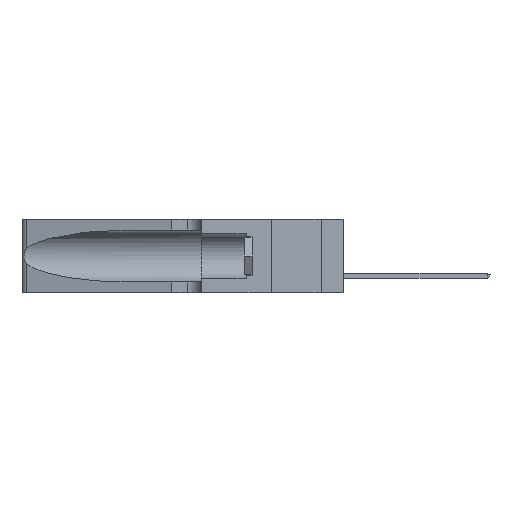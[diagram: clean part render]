
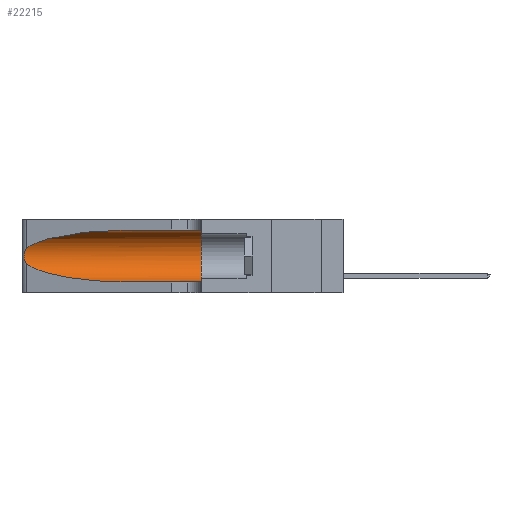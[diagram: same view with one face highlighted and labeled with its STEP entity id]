
A CAD part, left-side view. The second image highlights one B-rep face of the part: STEP entity #22215.
In plain terms, the highlighted cylindrical face has radius 3.308 mm (diameter 6.617 mm), a partial arc.
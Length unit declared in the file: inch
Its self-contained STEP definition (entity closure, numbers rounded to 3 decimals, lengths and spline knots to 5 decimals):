
#157 = VERTEX_POINT ( 'NONE', #7382 ) ;
#910 = CARTESIAN_POINT ( 'NONE',  ( 0.1305, 0.72297, 0.05475 ) ) ;
#1177 = VECTOR ( 'NONE', #15357, 39.37008 ) ;
#1457 = EDGE_CURVE ( 'NONE', #23693, #20410, #27243, .T. ) ;
#1478 = VERTEX_POINT ( 'NONE', #15771 ) ;
#1569 = CARTESIAN_POINT ( 'NONE',  ( 0.25487, 1.22718, 0.14631 ) ) ;
#1777 = CARTESIAN_POINT ( 'NONE',  ( 0.1305, 1.61858, 0.185 ) ) ;
#3287 = CARTESIAN_POINT ( 'NONE',  ( 0.25639, 1.23184, 0.21858 ) ) ;
#3774 = EDGE_LOOP ( 'NONE', ( #22096, #22726, #10335, #8625, #12004, #13909 ) ) ;
#4404 = VECTOR ( 'NONE', #5869, 39.37008 ) ;
#4726 = VERTEX_POINT ( 'NONE', #13693 ) ;
#5240 = DIRECTION ( 'NONE',  ( 0., 0., -1. ) ) ;
#5468 = CARTESIAN_POINT ( 'NONE',  ( 0.25789, 1.23486, 0.15765 ) ) ;
#5783 = CARTESIAN_POINT ( 'NONE',  ( 0.25787, 1.23484, 0.2124 ) ) ;
#5869 = DIRECTION ( 'NONE',  ( 0., -1., 0. ) ) ;
#7280 = AXIS2_PLACEMENT_3D ( 'NONE', #1777, #9800, #5240 ) ;
#7382 = CARTESIAN_POINT ( 'NONE',  ( 0.1305, 0.72297, 0.05475 ) ) ;
#7752 = CARTESIAN_POINT ( 'NONE',  ( 0.25639, 1.23186, 0.15144 ) ) ;
#7862 = CARTESIAN_POINT ( 'NONE',  ( 0.25487, 1.22718, 0.22369 ) ) ;
#7868 = CARTESIAN_POINT ( 'NONE',  ( 0.26075, 1.23896, 0.178 ) ) ;
#8625 = ORIENTED_EDGE ( 'NONE', *, *, #18929, .T. ) ;
#9356 = FACE_OUTER_BOUND ( 'NONE', #3774, .T. ) ;
#9448 = CARTESIAN_POINT ( 'NONE',  ( 0.1305, 1.61858, 0.05475 ) ) ;
#9800 = DIRECTION ( 'NONE',  ( 0., -1., 0. ) ) ;
#10115 = CARTESIAN_POINT ( 'NONE',  ( 0.25854, 1.2359, 0.20912 ) ) ;
#10335 = ORIENTED_EDGE ( 'NONE', *, *, #28089, .T. ) ;
#10434 = CYLINDRICAL_SURFACE ( 'NONE', #7280, 0.13025 ) ;
#10547 = DIRECTION ( 'NONE',  ( 0., 1., 0. ) ) ;
#11419 =( BOUNDED_CURVE ( )  B_SPLINE_CURVE ( 3, ( #27327, #19496, #12683, #910 ),
 .UNSPECIFIED., .F., .F. ) 
 B_SPLINE_CURVE_WITH_KNOTS ( ( 4, 4 ),
 ( 3.44316, 4.71239 ),
 .UNSPECIFIED. ) 
 CURVE ( )  GEOMETRIC_REPRESENTATION_ITEM ( )  RATIONAL_B_SPLINE_CURVE ( ( 1., 0.87, 0.87, 1. ) ) 
 REPRESENTATION_ITEM ( '' )  );
#11479 = CIRCLE ( 'NONE', #13354, 0.13025 ) ;
#12004 = ORIENTED_EDGE ( 'NONE', *, *, #18027, .F. ) ;
#12179 = CARTESIAN_POINT ( 'NONE',  ( 0.1305, 0.72297, 0.31525 ) ) ;
#12289 = CARTESIAN_POINT ( 'NONE',  ( 0.18966, 0.96281, 0.31525 ) ) ;
#12496 = CARTESIAN_POINT ( 'NONE',  ( 0.26018, 1.23835, 0.19895 ) ) ;
#12683 = CARTESIAN_POINT ( 'NONE',  ( 0.18966, 0.96281, 0.05475 ) ) ;
#12926 = CARTESIAN_POINT ( 'NONE',  ( 0.26017, 1.23833, 0.17102 ) ) ;
#13340 = CARTESIAN_POINT ( 'NONE',  ( 0.1305, 0.72297, 0.31525 ) ) ;
#13354 = AXIS2_PLACEMENT_3D ( 'NONE', #26473, #10547, #28692 ) ;
#13693 = CARTESIAN_POINT ( 'NONE',  ( 0.1305, 0.35, 0.05475 ) ) ;
#13909 = ORIENTED_EDGE ( 'NONE', *, *, #15775, .F. ) ;
#13970 = CARTESIAN_POINT ( 'NONE',  ( 0.25487, 1.22718, 0.14631 ) ) ;
#14750 = CARTESIAN_POINT ( 'NONE',  ( 0.25487, 1.22718, 0.22369 ) ) ;
#15265 = CARTESIAN_POINT ( 'NONE',  ( 0.25856, 1.23593, 0.16098 ) ) ;
#15357 = DIRECTION ( 'NONE',  ( 0., -1., 0. ) ) ;
#15771 = CARTESIAN_POINT ( 'NONE',  ( 0.1305, 0.35, 0.31525 ) ) ;
#15775 = EDGE_CURVE ( 'NONE', #19695, #1478, #18816, .T. ) ;
#17067 = CARTESIAN_POINT ( 'NONE',  ( 0.2373, 1.15595, 0.28018 ) ) ;
#17904 = CARTESIAN_POINT ( 'NONE',  ( 0.1305, 1.61858, 0.31525 ) ) ;
#18027 = EDGE_CURVE ( 'NONE', #1478, #4726, #11479, .T. ) ;
#18816 = LINE ( 'NONE', #17904, #1177 ) ;
#18929 = EDGE_CURVE ( 'NONE', #157, #4726, #27752, .T. ) ;
#19496 = CARTESIAN_POINT ( 'NONE',  ( 0.2373, 1.15595, 0.08982 ) ) ;
#19616 = CARTESIAN_POINT ( 'NONE',  ( 0.25555, 1.22994, 0.2215 ) ) ;
#19695 = VERTEX_POINT ( 'NONE', #13340 ) ;
#20410 = VERTEX_POINT ( 'NONE', #13970 ) ;
#22096 = ORIENTED_EDGE ( 'NONE', *, *, #27101, .T. ) ;
#22215 = ADVANCED_FACE ( 'NONE', ( #9356 ), #10434, .F. ) ;
#22726 = ORIENTED_EDGE ( 'NONE', *, *, #1457, .T. ) ;
#23693 = VERTEX_POINT ( 'NONE', #14750 ) ;
#24026 = CARTESIAN_POINT ( 'NONE',  ( 0.25555, 1.22993, 0.14849 ) ) ;
#25722 =( BOUNDED_CURVE ( )  B_SPLINE_CURVE ( 3, ( #12179, #12289, #17067, #7862 ),
 .UNSPECIFIED., .F., .F. ) 
 B_SPLINE_CURVE_WITH_KNOTS ( ( 4, 4 ),
 ( 1.5708, 2.84003 ),
 .UNSPECIFIED. ) 
 CURVE ( )  GEOMETRIC_REPRESENTATION_ITEM ( )  RATIONAL_B_SPLINE_CURVE ( ( 1., 0.87, 0.87, 1. ) ) 
 REPRESENTATION_ITEM ( '' )  );
#26473 = CARTESIAN_POINT ( 'NONE',  ( 0.1305, 0.35, 0.185 ) ) ;
#26684 = CARTESIAN_POINT ( 'NONE',  ( 0.26075, 1.23896, 0.19203 ) ) ;
#27101 = EDGE_CURVE ( 'NONE', #19695, #23693, #25722, .T. ) ;
#27243 = B_SPLINE_CURVE_WITH_KNOTS ( 'NONE', 3,
 ( #28770, #19616, #3287, #5783, #10115, #12496, #26684, #7868, #12926, #15265, #5468, #7752, #24026, #1569 ),
 .UNSPECIFIED., .F., .F.,
 ( 4, 2, 2, 2, 2, 2, 4 ),
 ( 0., 0.00027, 0.00053, 0.00107, 0.0016, 0.00187, 0.00214 ),
 .UNSPECIFIED. ) ;
#27327 = CARTESIAN_POINT ( 'NONE',  ( 0.25487, 1.22718, 0.14631 ) ) ;
#27752 = LINE ( 'NONE', #9448, #4404 ) ;
#28089 = EDGE_CURVE ( 'NONE', #20410, #157, #11419, .T. ) ;
#28692 = DIRECTION ( 'NONE',  ( 0., 0., 1. ) ) ;
#28770 = CARTESIAN_POINT ( 'NONE',  ( 0.25487, 1.22718, 0.22369 ) ) ;
